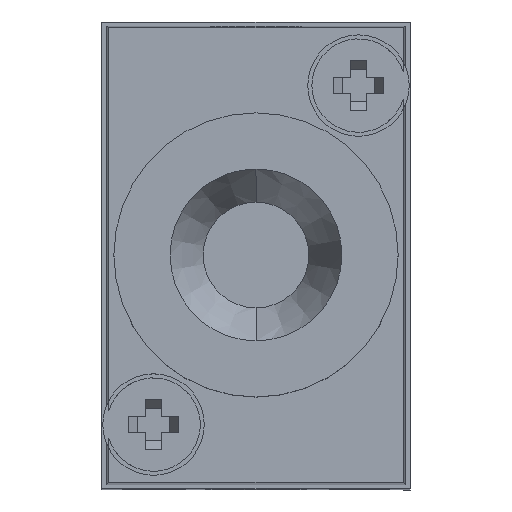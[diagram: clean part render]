
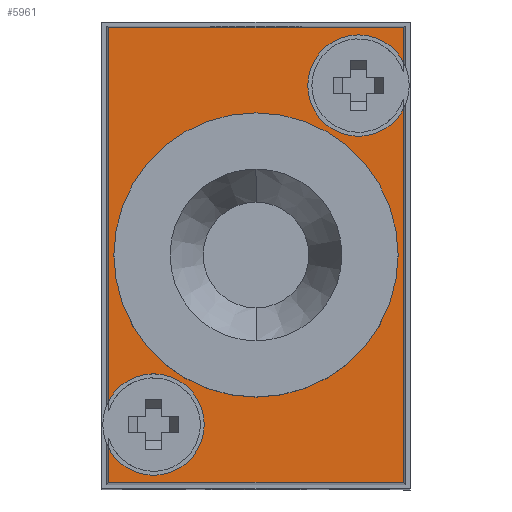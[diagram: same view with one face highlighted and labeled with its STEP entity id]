
A CAD part, top view. The second image highlights one B-rep face of the part: STEP entity #5961.
In plain terms, the highlighted face is planar.
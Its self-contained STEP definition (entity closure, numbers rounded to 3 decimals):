
#688 = CARTESIAN_POINT ( 'NONE',  ( -7.25, 11.2, -10.5 ) ) ;
#704 = CARTESIAN_POINT ( 'NONE',  ( 7.25, -7.679, -10.5 ) ) ;
#738 = CARTESIAN_POINT ( 'NONE',  ( 7., 0., -10.5 ) ) ;
#769 = CARTESIAN_POINT ( 'NONE',  ( -7., 0., -10.5 ) ) ;
#775 = CARTESIAN_POINT ( 'NONE',  ( 7.25, 11.2, -10.5 ) ) ;
#781 = CARTESIAN_POINT ( 'NONE',  ( -7.25, -11.2, -10.5 ) ) ;
#797 = CARTESIAN_POINT ( 'NONE',  ( -2.75, 8.35, -10.5 ) ) ;
#831 = CARTESIAN_POINT ( 'NONE',  ( 7.25, -11.2, -10.5 ) ) ;
#844 = CARTESIAN_POINT ( 'NONE',  ( -7.25, 9.021, -10.5 ) ) ;
#849 = CARTESIAN_POINT ( 'NONE',  ( 7.25, -9.021, -10.5 ) ) ;
#859 = CARTESIAN_POINT ( 'NONE',  ( -7.25, 7.679, -10.5 ) ) ;
#1708 = CARTESIAN_POINT ( 'NONE',  ( 0., 0., -10.5 ) ) ;
#1709 = DIRECTION ( 'NONE',  ( 0., 0., -1. ) ) ;
#1710 = DIRECTION ( 'NONE',  ( -1., 0., 0. ) ) ;
#1711 = CARTESIAN_POINT ( 'NONE',  ( 7.25, 11.2, -10.5 ) ) ;
#1712 = DIRECTION ( 'NONE',  ( 0., 1., 0. ) ) ;
#1713 = CARTESIAN_POINT ( 'NONE',  ( 5.05, -8.35, -10.5 ) ) ;
#1714 = DIRECTION ( 'NONE',  ( 0., 0., 1. ) ) ;
#1715 = DIRECTION ( 'NONE',  ( 1., 0., 0. ) ) ;
#1716 = CARTESIAN_POINT ( 'NONE',  ( 7.25, 11.2, -10.5 ) ) ;
#1717 = DIRECTION ( 'NONE',  ( 0., 1., 0. ) ) ;
#1718 = CARTESIAN_POINT ( 'NONE',  ( -7.25, -11.2, -10.5 ) ) ;
#1719 = DIRECTION ( 'NONE',  ( 1., 0., 0. ) ) ;
#1720 = CARTESIAN_POINT ( 'NONE',  ( -7.25, 11.2, -10.5 ) ) ;
#1721 = DIRECTION ( 'NONE',  ( 0., -1., 0. ) ) ;
#1722 = CARTESIAN_POINT ( 'NONE',  ( -5.05, 8.35, -10.5 ) ) ;
#1723 = DIRECTION ( 'NONE',  ( 0., 0., 1. ) ) ;
#1724 = DIRECTION ( 'NONE',  ( 1., 0., 0. ) ) ;
#1725 = CARTESIAN_POINT ( 'NONE',  ( -7.25, 11.2, -10.5 ) ) ;
#1726 = DIRECTION ( 'NONE',  ( 0., -1., 0. ) ) ;
#1727 = CARTESIAN_POINT ( 'NONE',  ( -7.25, 11.2, -10.5 ) ) ;
#1728 = DIRECTION ( 'NONE',  ( -1., 0., 0. ) ) ;
#1973 = LINE ( 'NONE', #1720, #1974 ) ;
#1974 = VECTOR ( 'NONE', #1721, 1000. ) ;
#1975 = LINE ( 'NONE', #1725, #1977 ) ;
#1976 = CIRCLE ( 'NONE', #6268, 2.3 ) ;
#1977 = VECTOR ( 'NONE', #1726, 1000. ) ;
#1978 = LINE ( 'NONE', #1727, #1979 ) ;
#1979 = VECTOR ( 'NONE', #1728, 1000. ) ;
#3007 = EDGE_CURVE ( 'NONE', #9240, #9287, #5094, .T. ) ;
#3045 = EDGE_CURVE ( 'NONE', #9212, #9181, #5132, .T. ) ;
#5094 = CIRCLE ( 'NONE', #10053, 2.3 ) ;
#5132 = CIRCLE ( 'NONE', #10069, 7. ) ;
#5961 = ADVANCED_FACE ( 'NONE', ( #15772, #15773 ), #7412, .T. ) ;
#6266 = AXIS2_PLACEMENT_3D ( 'NONE', #1708, #1709, #1710 ) ;
#6267 = AXIS2_PLACEMENT_3D ( 'NONE', #1713, #1714, #1715 ) ;
#6268 = AXIS2_PLACEMENT_3D ( 'NONE', #1722, #1723, #1724 ) ;
#7412 = PLANE ( 'NONE',  #10478 ) ;
#7413 = CARTESIAN_POINT ( 'NONE',  ( -7.25, 11.2, -10.5 ) ) ;
#7414 = DIRECTION ( 'NONE',  ( 0., 0., -1. ) ) ;
#7415 = DIRECTION ( 'NONE',  ( -1., 0., 0. ) ) ;
#9017 = CARTESIAN_POINT ( 'NONE',  ( -5.05, 8.35, -10.5 ) ) ;
#9018 = DIRECTION ( 'NONE',  ( 0., 0., 1. ) ) ;
#9019 = DIRECTION ( 'NONE',  ( 1., 0., 0. ) ) ;
#9131 = VERTEX_POINT ( 'NONE', #688 ) ;
#9147 = VERTEX_POINT ( 'NONE', #704 ) ;
#9181 = VERTEX_POINT ( 'NONE', #738 ) ;
#9212 = VERTEX_POINT ( 'NONE', #769 ) ;
#9218 = VERTEX_POINT ( 'NONE', #775 ) ;
#9224 = VERTEX_POINT ( 'NONE', #781 ) ;
#9240 = VERTEX_POINT ( 'NONE', #797 ) ;
#9274 = VERTEX_POINT ( 'NONE', #831 ) ;
#9287 = VERTEX_POINT ( 'NONE', #844 ) ;
#9292 = VERTEX_POINT ( 'NONE', #849 ) ;
#9302 = VERTEX_POINT ( 'NONE', #859 ) ;
#10053 = AXIS2_PLACEMENT_3D ( 'NONE', #9017, #9018, #9019 ) ;
#10069 = AXIS2_PLACEMENT_3D ( 'NONE', #11884, #11885, #11886 ) ;
#10478 = AXIS2_PLACEMENT_3D ( 'NONE', #7413, #7414, #7415 ) ;
#10750 = ORIENTED_EDGE ( 'NONE', *, *, #14626, .F. ) ;
#10751 = ORIENTED_EDGE ( 'NONE', *, *, #14627, .F. ) ;
#10753 = ORIENTED_EDGE ( 'NONE', *, *, #14625, .F. ) ;
#10754 = ORIENTED_EDGE ( 'NONE', *, *, #14624, .T. ) ;
#10755 = ORIENTED_EDGE ( 'NONE', *, *, #14623, .F. ) ;
#10756 = ORIENTED_EDGE ( 'NONE', *, *, #3045, .F. ) ;
#10757 = ORIENTED_EDGE ( 'NONE', *, *, #14622, .F. ) ;
#10774 = ORIENTED_EDGE ( 'NONE', *, *, #14628, .T. ) ;
#10776 = ORIENTED_EDGE ( 'NONE', *, *, #3007, .T. ) ;
#10779 = ORIENTED_EDGE ( 'NONE', *, *, #14630, .F. ) ;
#10780 = ORIENTED_EDGE ( 'NONE', *, *, #14629, .F. ) ;
#11010 = EDGE_LOOP ( 'NONE', ( #10757, #10756 ) ) ;
#11016 = EDGE_LOOP ( 'NONE', ( #10755, #10754, #10753, #10750, #10751, #10774, #10776, #10780, #10779 ) ) ;
#11884 = CARTESIAN_POINT ( 'NONE',  ( 0., 0., -10.5 ) ) ;
#11885 = DIRECTION ( 'NONE',  ( 0., 0., -1. ) ) ;
#11886 = DIRECTION ( 'NONE',  ( -1., 0., 0. ) ) ;
#14622 = EDGE_CURVE ( 'NONE', #9181, #9212, #16125, .T. ) ;
#14623 = EDGE_CURVE ( 'NONE', #9147, #9218, #16124, .T. ) ;
#14624 = EDGE_CURVE ( 'NONE', #9147, #9292, #16128, .T. ) ;
#14625 = EDGE_CURVE ( 'NONE', #9274, #9292, #16127, .T. ) ;
#14626 = EDGE_CURVE ( 'NONE', #9224, #9274, #16130, .T. ) ;
#14627 = EDGE_CURVE ( 'NONE', #9302, #9224, #1973, .T. ) ;
#14628 = EDGE_CURVE ( 'NONE', #9302, #9240, #1976, .T. ) ;
#14629 = EDGE_CURVE ( 'NONE', #9131, #9287, #1975, .T. ) ;
#14630 = EDGE_CURVE ( 'NONE', #9218, #9131, #1978, .T. ) ;
#15772 = FACE_BOUND ( 'NONE', #11010, .T. ) ;
#15773 = FACE_OUTER_BOUND ( 'NONE', #11016, .T. ) ;
#16124 = LINE ( 'NONE', #1711, #16126 ) ;
#16125 = CIRCLE ( 'NONE', #6266, 7. ) ;
#16126 = VECTOR ( 'NONE', #1712, 1000. ) ;
#16127 = LINE ( 'NONE', #1716, #16129 ) ;
#16128 = CIRCLE ( 'NONE', #6267, 2.3 ) ;
#16129 = VECTOR ( 'NONE', #1717, 1000. ) ;
#16130 = LINE ( 'NONE', #1718, #16131 ) ;
#16131 = VECTOR ( 'NONE', #1719, 1000. ) ;
